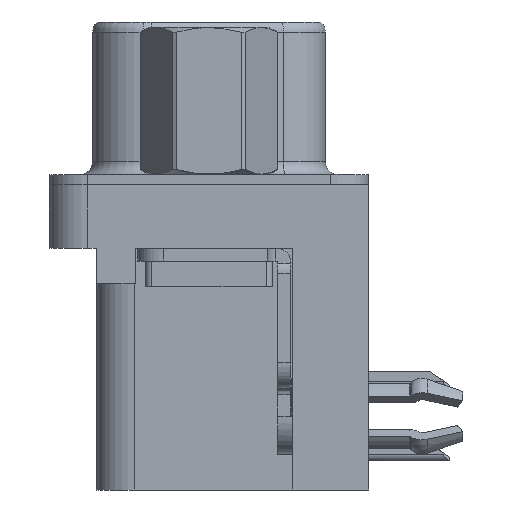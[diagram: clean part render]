
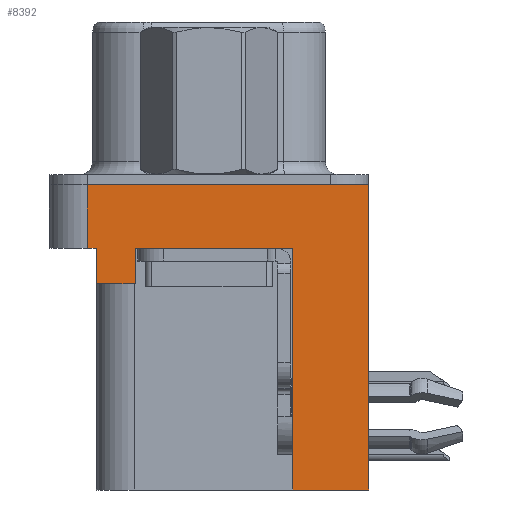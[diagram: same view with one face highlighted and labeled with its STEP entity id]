
A CAD part, left-side view. The second image highlights one B-rep face of the part: STEP entity #8392.
In plain terms, the highlighted planar face has unit normal (-1, 0, 0).
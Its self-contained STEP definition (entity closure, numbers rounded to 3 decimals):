
#61 = CARTESIAN_POINT ( 'NONE',  ( -2.91, -6.275, 0. ) ) ;
#131 = VERTEX_POINT ( 'NONE', #19744 ) ;
#141 = DIRECTION ( 'NONE',  ( 0., -1., 0. ) ) ;
#198 = EDGE_CURVE ( 'NONE', #15393, #764, #17158, .T. ) ;
#322 = EDGE_CURVE ( 'NONE', #20563, #16537, #22503, .T. ) ;
#435 = DIRECTION ( 'NONE',  ( 0., 0., 1. ) ) ;
#764 = VERTEX_POINT ( 'NONE', #12651 ) ;
#1203 = LINE ( 'NONE', #16496, #12606 ) ;
#1922 = ORIENTED_EDGE ( 'NONE', *, *, #5832, .F. ) ;
#3453 = CARTESIAN_POINT ( 'NONE',  ( -2.91, -6.275, 0. ) ) ;
#3858 = LINE ( 'NONE', #12448, #22272 ) ;
#4670 = CARTESIAN_POINT ( 'NONE',  ( -2.91, -6.275, -2.5 ) ) ;
#4841 = ORIENTED_EDGE ( 'NONE', *, *, #14274, .T. ) ;
#4965 = ORIENTED_EDGE ( 'NONE', *, *, #19237, .F. ) ;
#4977 = DIRECTION ( 'NONE',  ( 0., 0., 1. ) ) ;
#5229 = DIRECTION ( 'NONE',  ( 0., 1., 0. ) ) ;
#5261 = VERTEX_POINT ( 'NONE', #21250 ) ;
#5832 = EDGE_CURVE ( 'NONE', #131, #10031, #12609, .T. ) ;
#5879 = CARTESIAN_POINT ( 'NONE',  ( -2.91, 2.895, -3.9 ) ) ;
#5919 = EDGE_CURVE ( 'NONE', #21976, #5261, #13425, .T. ) ;
#5976 = DIRECTION ( 'NONE',  ( 0., 1., 0. ) ) ;
#6355 = CARTESIAN_POINT ( 'NONE',  ( -2.91, 2.895, -3.9 ) ) ;
#6442 = CARTESIAN_POINT ( 'NONE',  ( -2.91, -3.295, -12. ) ) ;
#6759 = DIRECTION ( 'NONE',  ( 0., 0., 1. ) ) ;
#7637 = DIRECTION ( 'NONE',  ( 0., 0., 1. ) ) ;
#8294 = VECTOR ( 'NONE', #5229, 1000. ) ;
#8392 = ADVANCED_FACE ( 'NONE', ( #10319 ), #22940, .T. ) ;
#9096 = EDGE_CURVE ( 'NONE', #22898, #10031, #14435, .T. ) ;
#9379 = CARTESIAN_POINT ( 'NONE',  ( -2.91, -6.275, -12. ) ) ;
#9391 = EDGE_CURVE ( 'NONE', #15393, #131, #3858, .T. ) ;
#9481 = ORIENTED_EDGE ( 'NONE', *, *, #5919, .T. ) ;
#10031 = VERTEX_POINT ( 'NONE', #3453 ) ;
#10220 = ORIENTED_EDGE ( 'NONE', *, *, #322, .F. ) ;
#10319 = FACE_OUTER_BOUND ( 'NONE', #15669, .T. ) ;
#10324 = CARTESIAN_POINT ( 'NONE',  ( -2.91, -6.275, -2.5 ) ) ;
#10338 = CARTESIAN_POINT ( 'NONE',  ( -2.91, -3.295, -12. ) ) ;
#10395 = ORIENTED_EDGE ( 'NONE', *, *, #9096, .T. ) ;
#10501 = LINE ( 'NONE', #10338, #8294 ) ;
#10895 = DIRECTION ( 'NONE',  ( 0., -1., 0. ) ) ;
#11052 = CARTESIAN_POINT ( 'NONE',  ( -2.91, 2.895, -2.5 ) ) ;
#11769 = VECTOR ( 'NONE', #141, 1000. ) ;
#11845 = VECTOR ( 'NONE', #22374, 1000. ) ;
#11885 = EDGE_CURVE ( 'NONE', #16537, #764, #1203, .T. ) ;
#12448 = CARTESIAN_POINT ( 'NONE',  ( -2.91, 4.775, -2.5 ) ) ;
#12606 = VECTOR ( 'NONE', #435, 1000. ) ;
#12609 = LINE ( 'NONE', #61, #16813 ) ;
#12651 = CARTESIAN_POINT ( 'NONE',  ( -2.91, 4.425, -2.5 ) ) ;
#12742 = CARTESIAN_POINT ( 'NONE',  ( -2.91, -6.275, -2.5 ) ) ;
#13003 = CARTESIAN_POINT ( 'NONE',  ( -2.91, 4.425, -3.9 ) ) ;
#13411 = CARTESIAN_POINT ( 'NONE',  ( -2.91, 4.425, -3.9 ) ) ;
#13425 = LINE ( 'NONE', #12742, #11769 ) ;
#13716 = ORIENTED_EDGE ( 'NONE', *, *, #9391, .F. ) ;
#13798 = VERTEX_POINT ( 'NONE', #6442 ) ;
#13864 = CARTESIAN_POINT ( 'NONE',  ( -2.91, 4.775, -2.5 ) ) ;
#14274 = EDGE_CURVE ( 'NONE', #20563, #21976, #22852, .T. ) ;
#14435 = LINE ( 'NONE', #10324, #15302 ) ;
#15198 = EDGE_CURVE ( 'NONE', #22898, #13798, #10501, .T. ) ;
#15302 = VECTOR ( 'NONE', #4977, 1000. ) ;
#15393 = VERTEX_POINT ( 'NONE', #13864 ) ;
#15506 = CARTESIAN_POINT ( 'NONE',  ( -2.91, -6.275, -2.5 ) ) ;
#15669 = EDGE_LOOP ( 'NONE', ( #1922, #13716, #16492, #18050, #10220, #4841, #9481, #4965, #16317, #10395 ) ) ;
#16317 = ORIENTED_EDGE ( 'NONE', *, *, #15198, .F. ) ;
#16492 = ORIENTED_EDGE ( 'NONE', *, *, #198, .T. ) ;
#16496 = CARTESIAN_POINT ( 'NONE',  ( -2.91, 4.425, -3.9 ) ) ;
#16537 = VERTEX_POINT ( 'NONE', #13411 ) ;
#16813 = VECTOR ( 'NONE', #10895, 1000. ) ;
#17015 = LINE ( 'NONE', #17397, #21797 ) ;
#17158 = LINE ( 'NONE', #4670, #11845 ) ;
#17397 = CARTESIAN_POINT ( 'NONE',  ( -2.91, -3.295, -12. ) ) ;
#17705 = DIRECTION ( 'NONE',  ( 0., 0., 1. ) ) ;
#18050 = ORIENTED_EDGE ( 'NONE', *, *, #11885, .F. ) ;
#19091 = DIRECTION ( 'NONE',  ( 0., 0., 1. ) ) ;
#19237 = EDGE_CURVE ( 'NONE', #13798, #5261, #17015, .T. ) ;
#19744 = CARTESIAN_POINT ( 'NONE',  ( -2.91, 4.775, 0. ) ) ;
#20563 = VERTEX_POINT ( 'NONE', #6355 ) ;
#20602 = VECTOR ( 'NONE', #7637, 1000. ) ;
#20827 = VECTOR ( 'NONE', #5976, 1000. ) ;
#21059 = DIRECTION ( 'NONE',  ( -1., 0., 0. ) ) ;
#21236 = AXIS2_PLACEMENT_3D ( 'NONE', #15506, #21059, #19091 ) ;
#21250 = CARTESIAN_POINT ( 'NONE',  ( -2.91, -3.295, -2.5 ) ) ;
#21797 = VECTOR ( 'NONE', #6759, 1000. ) ;
#21976 = VERTEX_POINT ( 'NONE', #11052 ) ;
#22272 = VECTOR ( 'NONE', #17705, 1000. ) ;
#22374 = DIRECTION ( 'NONE',  ( 0., -1., 0. ) ) ;
#22503 = LINE ( 'NONE', #13003, #20827 ) ;
#22852 = LINE ( 'NONE', #5879, #20602 ) ;
#22898 = VERTEX_POINT ( 'NONE', #9379 ) ;
#22940 = PLANE ( 'NONE',  #21236 ) ;
